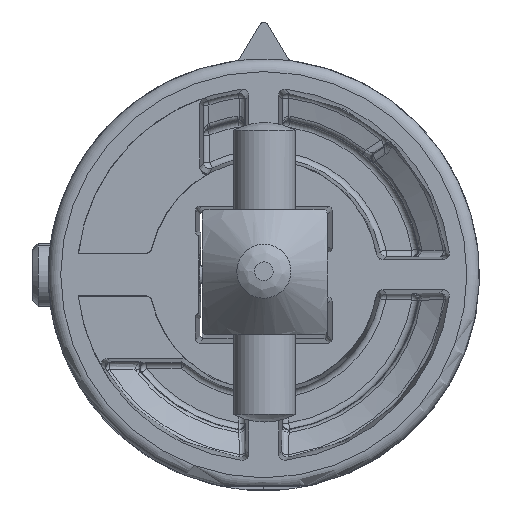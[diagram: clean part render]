
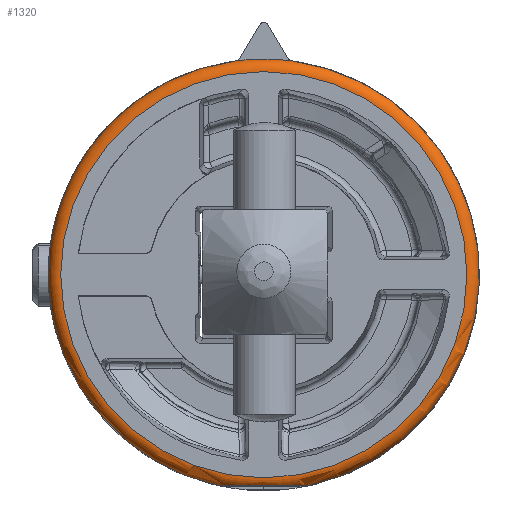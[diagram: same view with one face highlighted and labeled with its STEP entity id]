
A CAD part, top view. The second image highlights one B-rep face of the part: STEP entity #1320.
In plain terms, the highlighted toroidal (fillet/blend) face has major radius 16.25 mm and minor radius 1 mm.
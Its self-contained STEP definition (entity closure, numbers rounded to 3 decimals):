
#153=TOROIDAL_SURFACE('',#8594,16.25,1.);
#525=B_SPLINE_CURVE_WITH_KNOTS('',3,(#13648,#13649,#13650,#13651,#13652,
#13653,#13654,#13655,#13656,#13657,#13658,#13659,#13660,#13661,#13662,#13663,
#13664,#13665),.UNSPECIFIED.,.F.,.F.,(4,2,2,2,2,2,2,2,4),(0.,0.063,0.125,
0.25,0.5,0.75,0.875,0.938,1.),.UNSPECIFIED.);
#1065=FACE_BOUND('',#2379,.T.);
#1066=FACE_BOUND('',#2380,.T.);
#1320=ADVANCED_FACE('',(#1065,#1066),#153,.T.);
#2379=EDGE_LOOP('',(#3734,#3735,#3736,#3737));
#2380=EDGE_LOOP('',(#3738));
#2911=CIRCLE('',#8590,17.25);
#2912=CIRCLE('',#8591,17.25);
#2913=CIRCLE('',#8592,17.25);
#2914=CIRCLE('',#8593,16.25);
#3734=ORIENTED_EDGE('',*,*,#6823,.F.);
#3735=ORIENTED_EDGE('',*,*,#6824,.F.);
#3736=ORIENTED_EDGE('',*,*,#6825,.F.);
#3737=ORIENTED_EDGE('',*,*,#6826,.F.);
#3738=ORIENTED_EDGE('',*,*,#6827,.F.);
#5905=VERTEX_POINT('',#13644);
#5906=VERTEX_POINT('',#13645);
#5907=VERTEX_POINT('',#13647);
#5908=VERTEX_POINT('',#13666);
#5909=VERTEX_POINT('',#13669);
#6823=EDGE_CURVE('',#5905,#5906,#2911,.T.);
#6824=EDGE_CURVE('',#5907,#5905,#2912,.T.);
#6825=EDGE_CURVE('',#5908,#5907,#525,.T.);
#6826=EDGE_CURVE('',#5906,#5908,#2913,.T.);
#6827=EDGE_CURVE('',#5909,#5909,#2914,.T.);
#8590=AXIS2_PLACEMENT_3D('',#13643,#9709,#9710);
#8591=AXIS2_PLACEMENT_3D('',#13646,#9711,#9712);
#8592=AXIS2_PLACEMENT_3D('',#13667,#9713,#9714);
#8593=AXIS2_PLACEMENT_3D('',#13668,#9715,#9716);
#8594=AXIS2_PLACEMENT_3D('',#13670,#9717,#9718);
#9709=DIRECTION('',(0.,0.,-1.));
#9710=DIRECTION('',(0.,1.,0.));
#9711=DIRECTION('',(0.,0.,-1.));
#9712=DIRECTION('',(0.,1.,0.));
#9713=DIRECTION('',(0.,0.,-1.));
#9714=DIRECTION('',(0.,1.,0.));
#9715=DIRECTION('',(0.,0.,1.));
#9716=DIRECTION('',(0.,1.,0.));
#9717=DIRECTION('',(0.,0.,1.));
#9718=DIRECTION('',(0.,1.,0.));
#13643=CARTESIAN_POINT('',(-0.072,0.068,41.));
#13644=CARTESIAN_POINT('',(-2.331,17.169,41.));
#13645=CARTESIAN_POINT('',(2.188,17.169,41.));
#13646=CARTESIAN_POINT('',(-0.072,0.068,41.));
#13647=CARTESIAN_POINT('',(-3.529,-16.832,41.));
#13648=CARTESIAN_POINT('',(3.386,-16.832,41.));
#13649=CARTESIAN_POINT('',(3.386,-16.832,41.156));
#13650=CARTESIAN_POINT('',(3.229,-16.832,41.259));
#13651=CARTESIAN_POINT('',(2.959,-16.832,41.401));
#13652=CARTESIAN_POINT('',(2.814,-16.832,41.451));
#13653=CARTESIAN_POINT('',(2.375,-16.832,41.575));
#13654=CARTESIAN_POINT('',(2.077,-16.832,41.623));
#13655=CARTESIAN_POINT('',(1.177,-16.832,41.735));
#13656=CARTESIAN_POINT('',(0.569,-16.832,41.759));
#13657=CARTESIAN_POINT('',(-0.644,-16.832,41.761));
#13658=CARTESIAN_POINT('',(-1.272,-16.832,41.738));
#13659=CARTESIAN_POINT('',(-2.194,-16.832,41.628));
#13660=CARTESIAN_POINT('',(-2.5,-16.832,41.579));
#13661=CARTESIAN_POINT('',(-2.946,-16.832,41.454));
#13662=CARTESIAN_POINT('',(-3.094,-16.832,41.405));
#13663=CARTESIAN_POINT('',(-3.37,-16.832,41.261));
#13664=CARTESIAN_POINT('',(-3.529,-16.832,41.155));
#13665=CARTESIAN_POINT('',(-3.529,-16.832,41.));
#13666=CARTESIAN_POINT('',(3.386,-16.832,41.));
#13667=CARTESIAN_POINT('',(-0.072,0.068,41.));
#13668=CARTESIAN_POINT('',(-0.072,0.068,42.));
#13669=CARTESIAN_POINT('',(-0.072,16.318,42.));
#13670=CARTESIAN_POINT('',(-0.072,0.068,41.));
